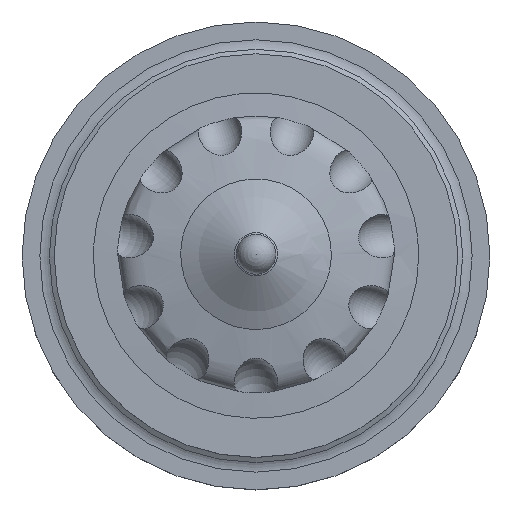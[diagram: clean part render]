
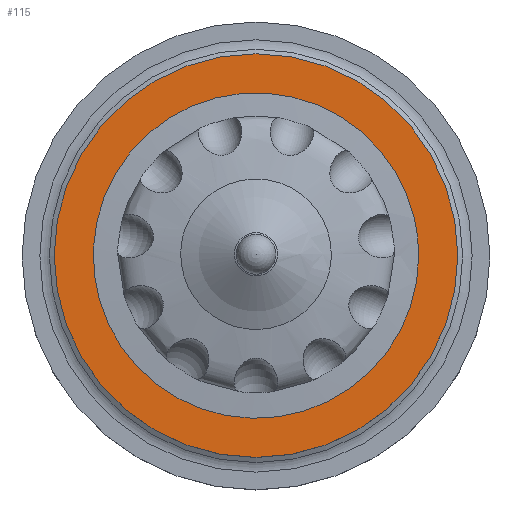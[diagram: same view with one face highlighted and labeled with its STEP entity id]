
A CAD part, top view. The second image highlights one B-rep face of the part: STEP entity #115.
In plain terms, the highlighted planar face has unit normal (0, 0, 1).
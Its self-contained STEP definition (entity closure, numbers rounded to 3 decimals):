
#39=PLANE('',#447);
#53=CIRCLE('',#446,12.919);
#115=ADVANCED_FACE('',(#187,#188),#39,.F.);
#187=FACE_BOUND('',#243,.T.);
#188=FACE_BOUND('',#244,.T.);
#243=EDGE_LOOP('',(#311));
#244=EDGE_LOOP('',(#312));
#311=ORIENTED_EDGE('',*,*,#408,.T.);
#312=ORIENTED_EDGE('',*,*,#409,.T.);
#374=VERTEX_POINT('',#1584);
#375=VERTEX_POINT('',#1586);
#408=EDGE_CURVE('',#374,#374,#437,.T.);
#409=EDGE_CURVE('',#375,#375,#53,.T.);
#437=B_SPLINE_CURVE_WITH_KNOTS('',3,(#1559,#1560,#1561,#1562,#1563,#1564,
#1565,#1566,#1567,#1568,#1569,#1570,#1571,#1572,#1573,#1574,#1575,#1576,
#1577,#1578,#1579,#1580,#1581,#1582,#1583),.UNSPECIFIED.,.T.,.F.,(1,3,3,
3,3,3,3,3,3,3,1),(-0.125,0.,0.125,0.25,0.375,0.5,0.625,0.75,0.875,1.,1.125),
 .UNSPECIFIED.);
#446=AXIS2_PLACEMENT_3D('',#1585,#490,#491);
#447=AXIS2_PLACEMENT_3D('',#1587,#492,#493);
#490=DIRECTION('',(0.,0.,1.));
#491=DIRECTION('',(1.,0.,0.));
#492=DIRECTION('',(0.,0.,-1.));
#493=DIRECTION('',(-1.,0.,0.));
#1559=CARTESIAN_POINT('',(10.416,180.,17.709));
#1560=CARTESIAN_POINT('',(10.416,177.238,17.709));
#1561=CARTESIAN_POINT('',(9.318,174.588,17.709));
#1562=CARTESIAN_POINT('',(7.365,172.635,17.709));
#1563=CARTESIAN_POINT('',(5.413,170.682,17.709));
#1564=CARTESIAN_POINT('',(2.761,169.584,17.709));
#1565=CARTESIAN_POINT('',(0.,169.584,17.709));
#1566=CARTESIAN_POINT('',(-2.761,169.584,17.709));
#1567=CARTESIAN_POINT('',(-5.412,170.682,17.709));
#1568=CARTESIAN_POINT('',(-7.365,172.635,17.709));
#1569=CARTESIAN_POINT('',(-9.318,174.587,17.709));
#1570=CARTESIAN_POINT('',(-10.416,177.239,17.709));
#1571=CARTESIAN_POINT('',(-10.416,180.,17.709));
#1572=CARTESIAN_POINT('',(-10.416,182.761,17.709));
#1573=CARTESIAN_POINT('',(-9.318,185.412,17.709));
#1574=CARTESIAN_POINT('',(-7.365,187.365,17.709));
#1575=CARTESIAN_POINT('',(-5.413,189.318,17.709));
#1576=CARTESIAN_POINT('',(-2.761,190.416,17.709));
#1577=CARTESIAN_POINT('',(0.,190.416,17.709));
#1578=CARTESIAN_POINT('',(2.761,190.416,17.709));
#1579=CARTESIAN_POINT('',(5.412,189.318,17.709));
#1580=CARTESIAN_POINT('',(7.365,187.365,17.709));
#1581=CARTESIAN_POINT('',(9.318,185.413,17.709));
#1582=CARTESIAN_POINT('',(10.416,182.763,17.709));
#1583=CARTESIAN_POINT('',(10.416,180.,17.709));
#1584=CARTESIAN_POINT('',(10.416,180.,17.709));
#1585=CARTESIAN_POINT('',(0.,180.,17.709));
#1586=CARTESIAN_POINT('',(12.919,180.,17.709));
#1587=CARTESIAN_POINT('',(12.919,180.,17.709));
